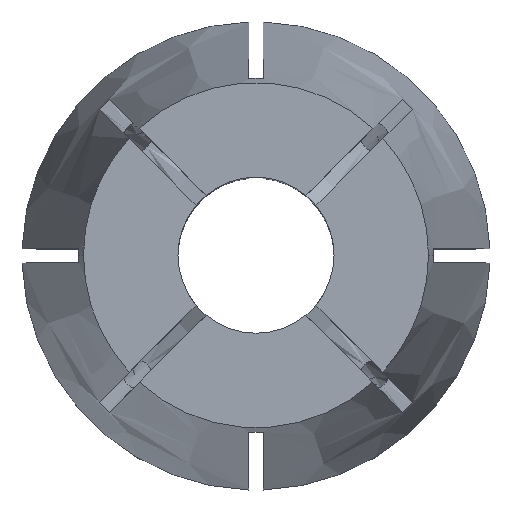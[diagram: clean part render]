
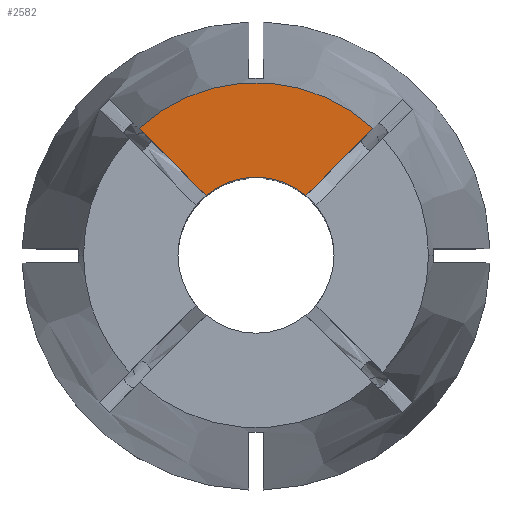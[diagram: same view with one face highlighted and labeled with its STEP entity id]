
A CAD part, top view. The second image highlights one B-rep face of the part: STEP entity #2582.
In plain terms, the highlighted planar face has unit normal (0, 0, 1).
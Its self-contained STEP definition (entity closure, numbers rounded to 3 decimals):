
#284 = DIRECTION ( 'NONE',  ( 0., 0., 1. ) ) ;
#312 = DIRECTION ( 'NONE',  ( -1., 0., 0. ) ) ;
#326 = CARTESIAN_POINT ( 'NONE',  ( 8.236, 8.943, 0. ) ) ;
#358 = VECTOR ( 'NONE', #2613, 1000. ) ;
#359 = CARTESIAN_POINT ( 'NONE',  ( -3.519, 4.227, 0. ) ) ;
#411 = CARTESIAN_POINT ( 'NONE',  ( 3.519, 4.227, 0. ) ) ;
#441 = ORIENTED_EDGE ( 'NONE', *, *, #2848, .T. ) ;
#507 = DIRECTION ( 'NONE',  ( 1., 0., 0. ) ) ;
#709 = EDGE_CURVE ( 'NONE', #1314, #859, #2733, .T. ) ;
#735 = CARTESIAN_POINT ( 'NONE',  ( 0., 0., 0. ) ) ;
#859 = VERTEX_POINT ( 'NONE', #2761 ) ;
#877 = AXIS2_PLACEMENT_3D ( 'NONE', #735, #284, #507 ) ;
#924 = CARTESIAN_POINT ( 'NONE',  ( 0., 0., 0. ) ) ;
#973 = CARTESIAN_POINT ( 'NONE',  ( 0., 0., 0. ) ) ;
#981 = AXIS2_PLACEMENT_3D ( 'NONE', #924, #2503, #1143 ) ;
#1143 = DIRECTION ( 'NONE',  ( 1., 0., 0. ) ) ;
#1293 = ORIENTED_EDGE ( 'NONE', *, *, #2358, .F. ) ;
#1314 = VERTEX_POINT ( 'NONE', #326 ) ;
#1321 = CARTESIAN_POINT ( 'NONE',  ( 0.354, 0.354, 0. ) ) ;
#1426 = PLANE ( 'NONE',  #1865 ) ;
#1548 = LINE ( 'NONE', #2833, #358 ) ;
#1649 = DIRECTION ( 'NONE',  ( 0., 0., -1. ) ) ;
#1722 = LINE ( 'NONE', #1321, #1856 ) ;
#1758 = ORIENTED_EDGE ( 'NONE', *, *, #709, .T. ) ;
#1856 = VECTOR ( 'NONE', #2671, 1000. ) ;
#1865 = AXIS2_PLACEMENT_3D ( 'NONE', #973, #1649, #312 ) ;
#2068 = VERTEX_POINT ( 'NONE', #411 ) ;
#2228 = ORIENTED_EDGE ( 'NONE', *, *, #2694, .T. ) ;
#2255 = EDGE_LOOP ( 'NONE', ( #1293, #2228, #1758, #441 ) ) ;
#2283 = FACE_OUTER_BOUND ( 'NONE', #2255, .T. ) ;
#2358 = EDGE_CURVE ( 'NONE', #2068, #2679, #2779, .T. ) ;
#2503 = DIRECTION ( 'NONE',  ( 0., 0., 1. ) ) ;
#2582 = ADVANCED_FACE ( 'NONE', ( #2283 ), #1426, .F. ) ;
#2613 = DIRECTION ( 'NONE',  ( 0.707, 0.707, 0. ) ) ;
#2671 = DIRECTION ( 'NONE',  ( 0.707, -0.707, 0. ) ) ;
#2679 = VERTEX_POINT ( 'NONE', #359 ) ;
#2694 = EDGE_CURVE ( 'NONE', #2068, #1314, #1548, .T. ) ;
#2733 = CIRCLE ( 'NONE', #877, 12.158 ) ;
#2761 = CARTESIAN_POINT ( 'NONE',  ( -8.236, 8.943, 0. ) ) ;
#2779 = CIRCLE ( 'NONE', #981, 5.5 ) ;
#2833 = CARTESIAN_POINT ( 'NONE',  ( -0.354, 0.354, 0. ) ) ;
#2848 = EDGE_CURVE ( 'NONE', #859, #2679, #1722, .T. ) ;
